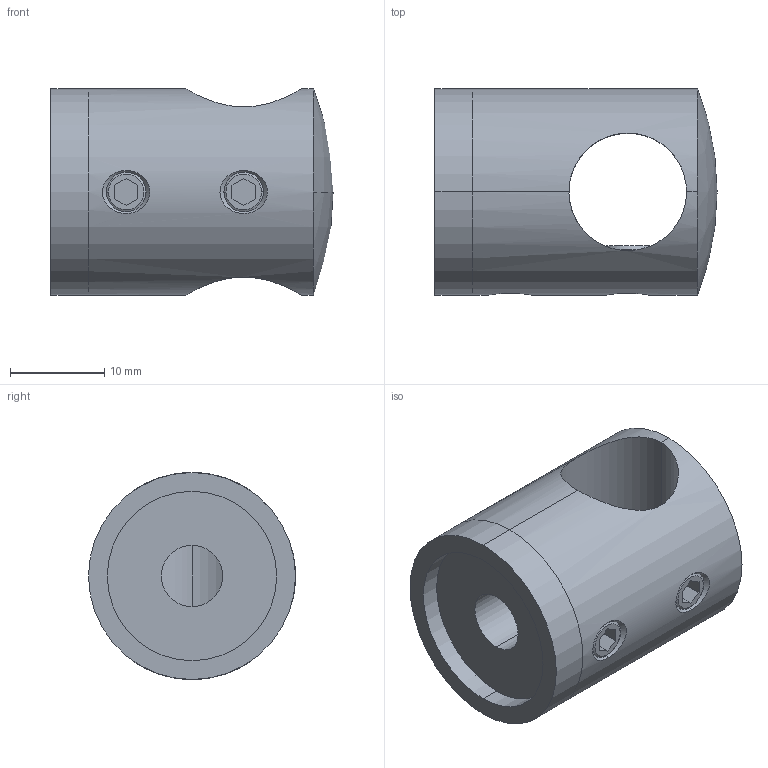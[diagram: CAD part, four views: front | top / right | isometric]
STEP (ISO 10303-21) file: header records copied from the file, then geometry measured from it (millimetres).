
FILE_DESCRIPTION (( 'STEP AP203' ), '1' );
FILE_NAME ('0100000000001747_43_A_0830-000.STEP', '2020-08-21T04:42:15', ( '' ), ( '' ), 'SwSTEP 2.0', 'SolidWorks 2019', '' );
FILE_SCHEMA (( 'CONFIG_CONTROL_DESIGN' ));
Length unit declared in the file: millimetre
Products named in the file (5): 0100000000001747_50_A_0830-000.P2; 0100000000001747_43_A_0830-000; 0100000000001747_49_A_0830-000.P1; 0100000000001747_51_DIN 913_M5x5_SKRUTKA M 5X 6; 0100000000001747_52_DIN 914_M5x5_SKRUTKA M 5X 6
Assembly tree (4 placements, depth 2):
  0100000000001747_43_A_0830-000
    0100000000001747_49_A_0830-000.P1
    0100000000001747_50_A_0830-000.P2
    0100000000001747_51_DIN 913_M5x5_SKRUTKA M 5X 6
    0100000000001747_52_DIN 914_M5x5_SKRUTKA M 5X 6
Bounding box: 30 x 22 x 22 mm (x, y, z)
Volume: 7144.9 mm3; surface area: 5067.4 mm2
Topology: 4 solids, 4 shells, 66 faces, 157 edges, 96 vertices
Faces by surface type: cylinder 24, plane 22, cone 18, sphere 2
Entity records: 2865 total; most frequent: CARTESIAN_POINT 813, DIRECTION 332, ORIENTED_EDGE 310, EDGE_CURVE 155, AXIS2_PLACEMENT_3D 125, VERTEX_POINT 96, VECTOR 82, LINE 82
